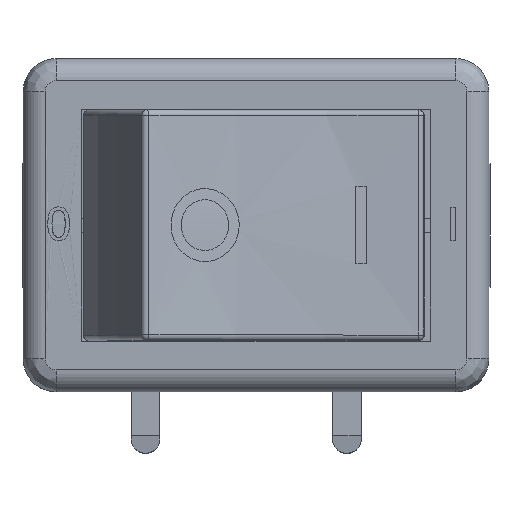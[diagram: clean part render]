
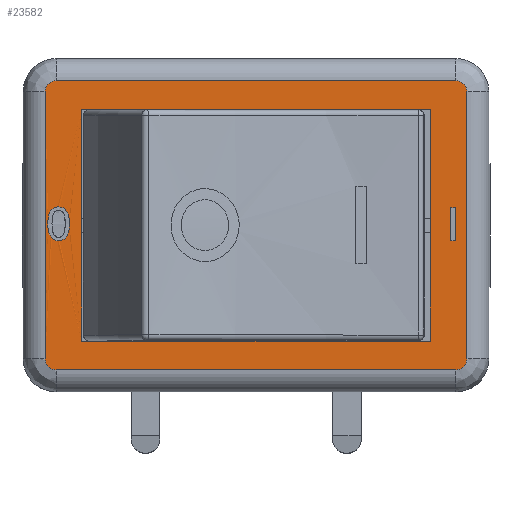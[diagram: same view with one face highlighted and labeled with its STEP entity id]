
A CAD part, top view. The second image highlights one B-rep face of the part: STEP entity #23582.
In plain terms, the highlighted planar face has unit normal (0, 0, 1).
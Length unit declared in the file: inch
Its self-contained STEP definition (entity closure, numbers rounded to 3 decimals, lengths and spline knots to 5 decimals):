
#23169=CARTESIAN_POINT('',(-0.35207,0.03264,0.63031));
#23170=VERTEX_POINT('',#23169);
#23171=CARTESIAN_POINT('',(-0.33285,0.00248,0.63031));
#23172=VERTEX_POINT('',#23171);
#23173=CARTESIAN_POINT('',(-0.35207,0.03264,0.62992));
#23174=CARTESIAN_POINT('',(-0.34734,0.03264,0.62992));
#23175=CARTESIAN_POINT('',(-0.34014,0.02882,0.62992));
#23176=CARTESIAN_POINT('',(-0.3355,0.02161,0.62992));
#23177=CARTESIAN_POINT('',(-0.33285,0.01126,0.62992));
#23178=CARTESIAN_POINT('',(-0.33285,0.00248,0.62992));
#23179=QUASI_UNIFORM_CURVE('',2,(#23173,#23174,#23175,#23176,#23177,#23178),.UNSPECIFIED.,.F.,.U.);
#23180=EDGE_CURVE('',#23170,#23172,#23179,.T.);
#23205=CARTESIAN_POINT('',(-0.35207,-0.02763,0.63031));
#23206=VERTEX_POINT('',#23205);
#23207=CARTESIAN_POINT('',(-0.33285,0.00248,0.62992));
#23208=CARTESIAN_POINT('',(-0.33285,-0.00791,0.62992));
#23209=CARTESIAN_POINT('',(-0.33712,-0.0207,0.62992));
#23210=CARTESIAN_POINT('',(-0.34563,-0.02763,0.62992));
#23211=CARTESIAN_POINT('',(-0.35207,-0.02763,0.62992));
#23212=QUASI_UNIFORM_CURVE('',2,(#23207,#23208,#23209,#23210,#23211),.UNSPECIFIED.,.F.,.U.);
#23213=EDGE_CURVE('',#23172,#23206,#23212,.T.);
#23233=CARTESIAN_POINT('',(-0.36548,-0.02155,0.63031));
#23234=VERTEX_POINT('',#23233);
#23235=CARTESIAN_POINT('',(-0.35207,-0.02763,0.62992));
#23236=CARTESIAN_POINT('',(-0.36062,-0.02763,0.62992));
#23237=CARTESIAN_POINT('',(-0.36548,-0.02155,0.62992));
#23238=QUASI_UNIFORM_CURVE('',2,(#23235,#23236,#23237),.UNSPECIFIED.,.F.,.U.);
#23239=EDGE_CURVE('',#23206,#23234,#23238,.T.);
#23257=CARTESIAN_POINT('',(-0.37133,0.00248,0.63031));
#23258=VERTEX_POINT('',#23257);
#23259=CARTESIAN_POINT('',(-0.36548,-0.02155,0.62992));
#23260=CARTESIAN_POINT('',(-0.37133,-0.01413,0.62992));
#23261=CARTESIAN_POINT('',(-0.37133,0.00248,0.62992));
#23262=QUASI_UNIFORM_CURVE('',2,(#23259,#23260,#23261),.UNSPECIFIED.,.F.,.U.);
#23263=EDGE_CURVE('',#23234,#23258,#23262,.T.);
#23285=CARTESIAN_POINT('',(-0.37133,0.00248,0.62992));
#23286=CARTESIAN_POINT('',(-0.37133,0.01297,0.62992));
#23287=CARTESIAN_POINT('',(-0.36701,0.02575,0.62992));
#23288=CARTESIAN_POINT('',(-0.35855,0.03264,0.62992));
#23289=CARTESIAN_POINT('',(-0.35207,0.03264,0.62992));
#23290=QUASI_UNIFORM_CURVE('',2,(#23285,#23286,#23287,#23288,#23289),.UNSPECIFIED.,.F.,.U.);
#23291=EDGE_CURVE('',#23258,#23170,#23290,.T.);
#23339=CARTESIAN_POINT('',(0.35534,0.03109,0.62992));
#23340=VERTEX_POINT('',#23339);
#23347=CARTESIAN_POINT('',(0.34751,0.03109,0.62992));
#23348=VERTEX_POINT('',#23347);
#23349=CARTESIAN_POINT('',(0.34751,0.03109,0.62992));
#23350=DIRECTION('',(1.0,0.0,0.0));
#23351=VECTOR('',#23350,0.00783);
#23352=LINE('',#23349,#23351);
#23353=EDGE_CURVE('',#23348,#23340,#23352,.T.);
#23377=CARTESIAN_POINT('',(0.35534,-0.02796,0.62992));
#23378=VERTEX_POINT('',#23377);
#23385=CARTESIAN_POINT('',(0.35534,0.03109,0.62992));
#23386=DIRECTION('',(0.0,-1.0,0.0));
#23387=VECTOR('',#23386,0.05906);
#23388=LINE('',#23385,#23387);
#23389=EDGE_CURVE('',#23340,#23378,#23388,.T.);
#23408=CARTESIAN_POINT('',(0.34751,-0.02796,0.62992));
#23409=VERTEX_POINT('',#23408);
#23416=CARTESIAN_POINT('',(0.35534,-0.02796,0.62992));
#23417=DIRECTION('',(-1.0,0.0,0.0));
#23418=VECTOR('',#23417,0.00783);
#23419=LINE('',#23416,#23418);
#23420=EDGE_CURVE('',#23378,#23409,#23419,.T.);
#23438=CARTESIAN_POINT('',(0.34751,-0.02796,0.62992));
#23439=DIRECTION('',(0.0,1.0,0.0));
#23440=VECTOR('',#23439,0.05906);
#23441=LINE('',#23438,#23440);
#23442=EDGE_CURVE('',#23409,#23348,#23441,.T.);
#23460=CARTESIAN_POINT('',(-0.41358,-0.28366,0.62992));
#23461=DIRECTION('',(0.0,0.0,1.0));
#23462=DIRECTION('',(1.0,0.0,0.0));
#23463=AXIS2_PLACEMENT_3D('',#23460,#23461,#23462);
#23464=PLANE('',#23463);
#23465=CARTESIAN_POINT('',(-0.37598,-0.23819,0.62992));
#23466=VERTEX_POINT('',#23465);
#23467=CARTESIAN_POINT('',(-0.37598,0.23819,0.62992));
#23468=VERTEX_POINT('',#23467);
#23469=CARTESIAN_POINT('',(-0.37598,-0.23819,0.62992));
#23470=DIRECTION('',(0.0,1.0,0.0));
#23471=VECTOR('',#23470,0.47638);
#23472=LINE('',#23469,#23471);
#23473=EDGE_CURVE('',#23466,#23468,#23472,.T.);
#23474=ORIENTED_EDGE('',*,*,#23473,.F.);
#23475=CARTESIAN_POINT('',(-0.3563,-0.25787,0.62992));
#23476=VERTEX_POINT('',#23475);
#23477=CARTESIAN_POINT('',(-0.3563,-0.23819,0.62992));
#23478=DIRECTION('',(0.0,0.0,-1.0));
#23479=DIRECTION('',(-0.707,-0.707,0.0));
#23480=AXIS2_PLACEMENT_3D('',#23477,#23478,#23479);
#23481=CIRCLE('',#23480,0.01969);
#23482=EDGE_CURVE('',#23476,#23466,#23481,.T.);
#23483=ORIENTED_EDGE('',*,*,#23482,.F.);
#23484=CARTESIAN_POINT('',(0.3563,-0.25787,0.62992));
#23485=VERTEX_POINT('',#23484);
#23486=CARTESIAN_POINT('',(0.3563,-0.25787,0.62992));
#23487=DIRECTION('',(-1.0,0.0,0.0));
#23488=VECTOR('',#23487,0.7126);
#23489=LINE('',#23486,#23488);
#23490=EDGE_CURVE('',#23485,#23476,#23489,.T.);
#23491=ORIENTED_EDGE('',*,*,#23490,.F.);
#23492=CARTESIAN_POINT('',(0.37598,-0.23819,0.62992));
#23493=VERTEX_POINT('',#23492);
#23494=CARTESIAN_POINT('',(0.3563,-0.23819,0.62992));
#23495=DIRECTION('',(0.0,0.0,-1.0));
#23496=DIRECTION('',(0.707,-0.707,0.0));
#23497=AXIS2_PLACEMENT_3D('',#23494,#23495,#23496);
#23498=CIRCLE('',#23497,0.01969);
#23499=EDGE_CURVE('',#23493,#23485,#23498,.T.);
#23500=ORIENTED_EDGE('',*,*,#23499,.F.);
#23501=CARTESIAN_POINT('',(0.37598,0.23819,0.62992));
#23502=VERTEX_POINT('',#23501);
#23503=CARTESIAN_POINT('',(0.37598,0.23819,0.62992));
#23504=DIRECTION('',(0.0,-1.0,0.0));
#23505=VECTOR('',#23504,0.47638);
#23506=LINE('',#23503,#23505);
#23507=EDGE_CURVE('',#23502,#23493,#23506,.T.);
#23508=ORIENTED_EDGE('',*,*,#23507,.F.);
#23509=CARTESIAN_POINT('',(0.3563,0.25787,0.62992));
#23510=VERTEX_POINT('',#23509);
#23511=CARTESIAN_POINT('',(0.3563,0.23819,0.62992));
#23512=DIRECTION('',(0.0,0.0,-1.0));
#23513=DIRECTION('',(0.707,0.707,0.0));
#23514=AXIS2_PLACEMENT_3D('',#23511,#23512,#23513);
#23515=CIRCLE('',#23514,0.01969);
#23516=EDGE_CURVE('',#23510,#23502,#23515,.T.);
#23517=ORIENTED_EDGE('',*,*,#23516,.F.);
#23518=CARTESIAN_POINT('',(-0.3563,0.25787,0.62992));
#23519=VERTEX_POINT('',#23518);
#23520=CARTESIAN_POINT('',(-0.3563,0.25787,0.62992));
#23521=DIRECTION('',(1.0,0.0,0.0));
#23522=VECTOR('',#23521,0.7126);
#23523=LINE('',#23520,#23522);
#23524=EDGE_CURVE('',#23519,#23510,#23523,.T.);
#23525=ORIENTED_EDGE('',*,*,#23524,.F.);
#23526=CARTESIAN_POINT('',(-0.3563,0.23819,0.62992));
#23527=DIRECTION('',(0.0,0.0,-1.0));
#23528=DIRECTION('',(-0.707,0.707,0.0));
#23529=AXIS2_PLACEMENT_3D('',#23526,#23527,#23528);
#23530=CIRCLE('',#23529,0.01969);
#23531=EDGE_CURVE('',#23468,#23519,#23530,.T.);
#23532=ORIENTED_EDGE('',*,*,#23531,.F.);
#23533=EDGE_LOOP('',(#23474,#23483,#23491,#23500,#23508,#23517,#23525,#23532));
#23534=FACE_OUTER_BOUND('',#23533,.T.);
#23535=CARTESIAN_POINT('',(0.31102,0.20669,0.62992));
#23536=VERTEX_POINT('',#23535);
#23537=CARTESIAN_POINT('',(0.31102,-0.20669,0.62992));
#23538=VERTEX_POINT('',#23537);
#23539=CARTESIAN_POINT('',(0.31102,0.20669,0.62992));
#23540=DIRECTION('',(0.0,-1.0,0.0));
#23541=VECTOR('',#23540,0.41339);
#23542=LINE('',#23539,#23541);
#23543=EDGE_CURVE('',#23536,#23538,#23542,.T.);
#23544=ORIENTED_EDGE('',*,*,#23543,.T.);
#23545=CARTESIAN_POINT('',(-0.31102,-0.20669,0.62992));
#23546=VERTEX_POINT('',#23545);
#23547=CARTESIAN_POINT('',(0.31102,-0.20669,0.62992));
#23548=DIRECTION('',(-1.0,0.0,0.0));
#23549=VECTOR('',#23548,0.62205);
#23550=LINE('',#23547,#23549);
#23551=EDGE_CURVE('',#23538,#23546,#23550,.T.);
#23552=ORIENTED_EDGE('',*,*,#23551,.T.);
#23553=CARTESIAN_POINT('',(-0.31102,0.20669,0.62992));
#23554=VERTEX_POINT('',#23553);
#23555=CARTESIAN_POINT('',(-0.31102,-0.20669,0.62992));
#23556=DIRECTION('',(0.0,1.0,0.0));
#23557=VECTOR('',#23556,0.41339);
#23558=LINE('',#23555,#23557);
#23559=EDGE_CURVE('',#23546,#23554,#23558,.T.);
#23560=ORIENTED_EDGE('',*,*,#23559,.T.);
#23561=CARTESIAN_POINT('',(-0.31102,0.20669,0.62992));
#23562=DIRECTION('',(1.0,0.0,0.0));
#23563=VECTOR('',#23562,0.62205);
#23564=LINE('',#23561,#23563);
#23565=EDGE_CURVE('',#23554,#23536,#23564,.T.);
#23566=ORIENTED_EDGE('',*,*,#23565,.T.);
#23567=EDGE_LOOP('',(#23544,#23552,#23560,#23566));
#23568=FACE_BOUND('',#23567,.T.);
#23569=ORIENTED_EDGE('',*,*,#23353,.T.);
#23570=ORIENTED_EDGE('',*,*,#23389,.T.);
#23571=ORIENTED_EDGE('',*,*,#23420,.T.);
#23572=ORIENTED_EDGE('',*,*,#23442,.T.);
#23573=EDGE_LOOP('',(#23569,#23570,#23571,#23572));
#23574=FACE_BOUND('',#23573,.T.);
#23575=ORIENTED_EDGE('',*,*,#23180,.T.);
#23576=ORIENTED_EDGE('',*,*,#23213,.T.);
#23577=ORIENTED_EDGE('',*,*,#23239,.T.);
#23578=ORIENTED_EDGE('',*,*,#23263,.T.);
#23579=ORIENTED_EDGE('',*,*,#23291,.T.);
#23580=EDGE_LOOP('',(#23575,#23576,#23577,#23578,#23579));
#23581=FACE_BOUND('',#23580,.T.);
#23582=ADVANCED_FACE('',(#23534,#23568,#23574,#23581),#23464,.T.);
